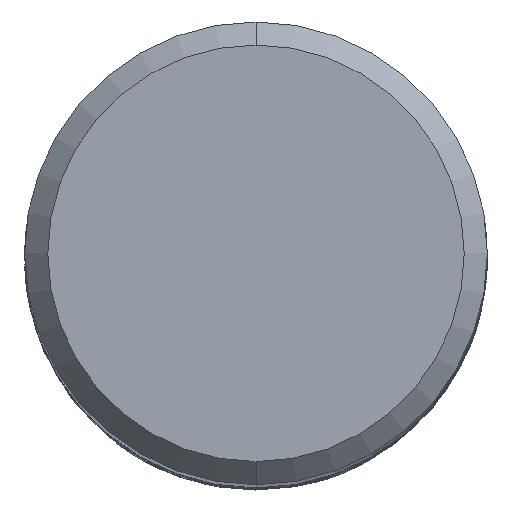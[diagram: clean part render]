
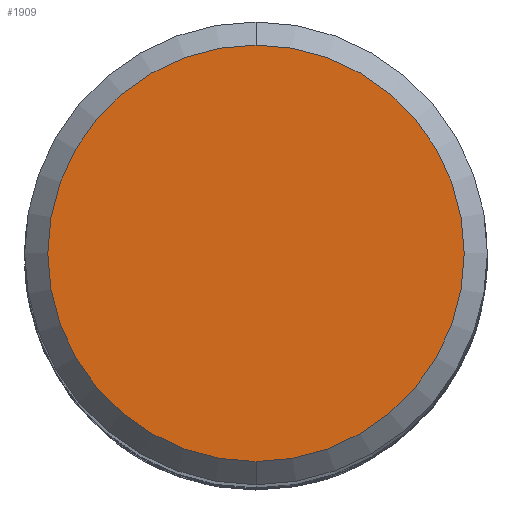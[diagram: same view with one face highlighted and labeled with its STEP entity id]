
A CAD part, top view. The second image highlights one B-rep face of the part: STEP entity #1909.
In plain terms, the highlighted planar face has unit normal (0, 0, 1).
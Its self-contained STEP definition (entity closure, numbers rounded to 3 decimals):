
#1475=VERTEX_POINT('',#4022);
#1901=VERTEX_POINT('',#4493);
#1909=ADVANCED_FACE('',(#4502),#4503,.T.);
#1999=EDGE_CURVE('',#1475,#1901,#4598,.T.);
#2105=EDGE_CURVE('',#1901,#1475,#4710,.T.);
#4022=CARTESIAN_POINT('',(0.,-7.2,0.0));
#4493=CARTESIAN_POINT('',(0.0,7.2,0.0));
#4502=FACE_OUTER_BOUND('',#13578,.T.);
#4503=PLANE('',#13579);
#4598=CIRCLE('',#14040,7.2);
#4710=CIRCLE('',#14937,7.2);
#13578=EDGE_LOOP('',(#36157,#36158));
#13579=AXIS2_PLACEMENT_3D('',#36159,#36160,#36161);
#14040=AXIS2_PLACEMENT_3D('',#36255,#36256,#36257);
#14937=AXIS2_PLACEMENT_3D('',#36337,#36338,#36339);
#36157=ORIENTED_EDGE('',*,*,#2105,.F.);
#36158=ORIENTED_EDGE('',*,*,#1999,.F.);
#36159=CARTESIAN_POINT('',(0.0,3.6,0.0));
#36160=DIRECTION('',(-0.0,0.0,1.0));
#36161=DIRECTION('',(0.0,-1.0,0.0));
#36255=CARTESIAN_POINT('',(0.0,0.0,0.0));
#36256=DIRECTION('',(0.0,0.0,-1.0));
#36257=DIRECTION('',(0.0,1.0,0.0));
#36337=CARTESIAN_POINT('',(0.0,0.0,0.0));
#36338=DIRECTION('',(0.0,0.0,-1.0));
#36339=DIRECTION('',(0.0,1.0,0.0));
